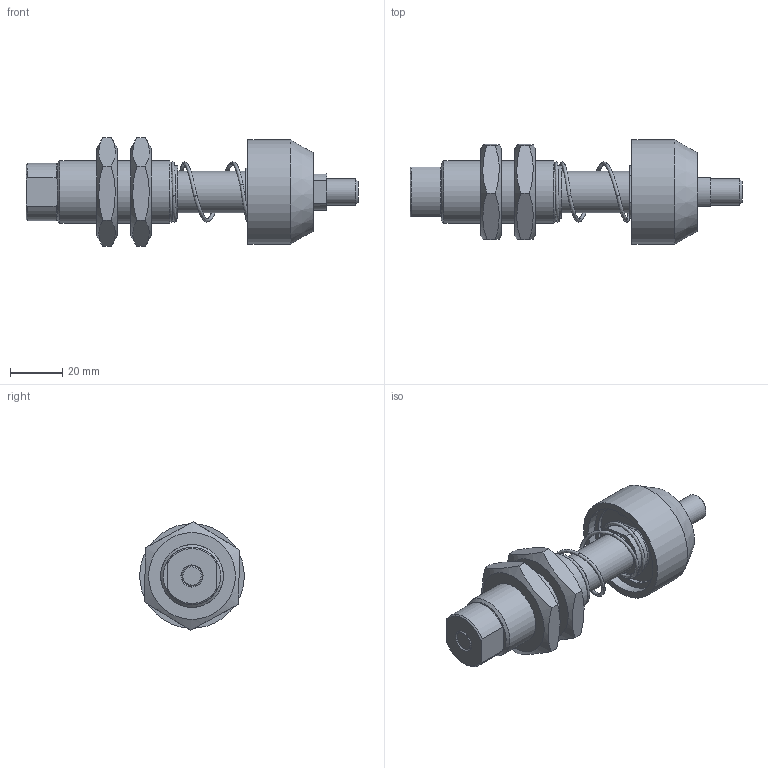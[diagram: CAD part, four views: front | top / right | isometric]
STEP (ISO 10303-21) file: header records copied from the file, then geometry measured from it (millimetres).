
FILE_DESCRIPTION(/* description */ ('HGA-PL-S-M10-M24-RO-FL'),/* implementation_level */ '2;1');
FILE_NAME(/* name */ 'TPGC990001 C.stp',/* time_stamp */ '2021-02-02T16:02:47+01:00',/* author */ ('jve'),/* organization */ (''),/* preprocessor_version */ 'ST-DEVELOPER v18.1',/* originating_system */ 'Autodesk Inventor 2021',/* authorisation */ '');
FILE_SCHEMA (('AUTOMOTIVE_DESIGN { 1 0 10303 214 3 1 1 }'));
Length unit declared in the file: millimetre
Products named in the file (15): TPGC990001; M50120; E0071195; E0071173; 53.2210025; E0077896; M50026; E0123210; M44665; Compress Spring; Compress Spring11; 70.5000035; E0070922; 60.1200124; 78.0015530
Assembly tree (15 placements, depth 5):
  TPGC990001
    M50120
      E0071195
        E0071173
        53.2210025
      E0077896
      M50026
      E0123210
      M44665
        Compress Spring
          Compress Spring11
      70.5000035
      E0070922
      60.1200124  x2
      78.0015530
Bounding box: 127.02 x 39.94 x 41.56 mm (x, y, z)
Volume: 67664.9 mm3; surface area: 34152.3 mm2
Topology: 11 solids, 11 shells, 140 faces, 316 edges, 205 vertices
Faces by surface type: plane 61, cylinder 34, cone 25, bspline 11, torus 8, sphere 1
Full cylindrical faces by diameter (mm): 2.5 x2, 7 x1, 8 x1, 8.376 x1, 8.5 x1, 10 x1, 14 x1, 16 x2, 20 x1, 20.752 x2, 24 x2, 26 x1, 35 x3, 37 x1, 40 x1
Entity records: 5377 total; most frequent: CARTESIAN_POINT 1956, DIRECTION 665, ORIENTED_EDGE 566, EDGE_CURVE 283, AXIS2_PLACEMENT_3D 280, VERTEX_POINT 186, EDGE_LOOP 151, CIRCLE 133
